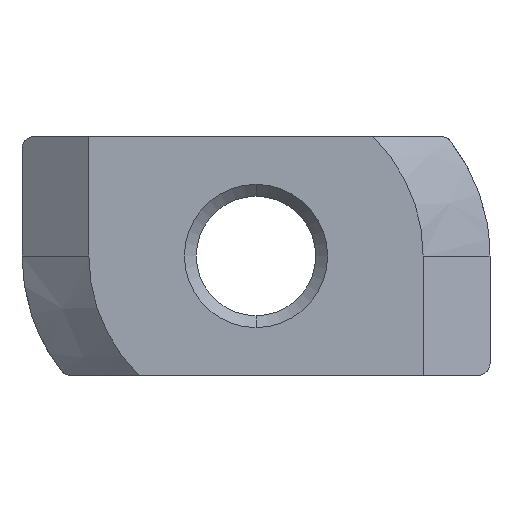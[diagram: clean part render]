
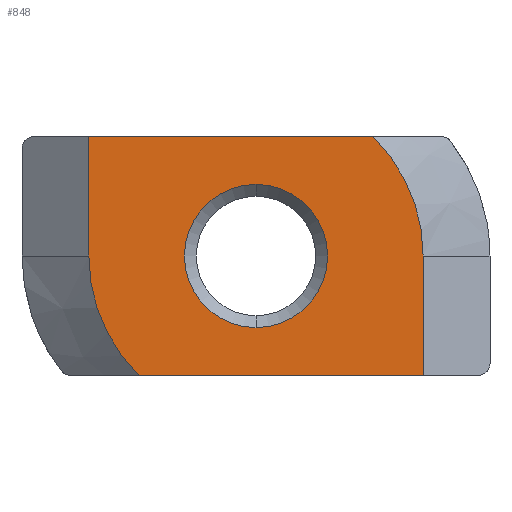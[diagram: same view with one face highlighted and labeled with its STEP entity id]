
A CAD part, front view. The second image highlights one B-rep face of the part: STEP entity #848.
In plain terms, the highlighted planar face has unit normal (0, -1, 0).
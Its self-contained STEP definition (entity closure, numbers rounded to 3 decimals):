
#14 = EDGE_CURVE ( 'NONE', #223, #841, #791, .T. ) ;
#26 = PLANE ( 'NONE',  #954 ) ;
#34 = DIRECTION ( 'NONE',  ( 0., 0., 1. ) ) ;
#35 = DIRECTION ( 'NONE',  ( 0., 0., -1. ) ) ;
#55 = DIRECTION ( 'NONE',  ( 0., 0., 1. ) ) ;
#99 = LINE ( 'NONE', #1149, #120 ) ;
#100 = EDGE_CURVE ( 'NONE', #841, #248, #164, .T. ) ;
#104 = AXIS2_PLACEMENT_3D ( 'NONE', #472, #582, #55 ) ;
#117 = ORIENTED_EDGE ( 'NONE', *, *, #388, .T. ) ;
#120 = VECTOR ( 'NONE', #968, 1000. ) ;
#122 = DIRECTION ( 'NONE',  ( 0., 0., 1. ) ) ;
#139 = DIRECTION ( 'NONE',  ( 0., 0., 1. ) ) ;
#145 = VERTEX_POINT ( 'NONE', #250 ) ;
#156 = CARTESIAN_POINT ( 'NONE',  ( 7., -2.05, -5. ) ) ;
#164 = LINE ( 'NONE', #156, #285 ) ;
#188 = ORIENTED_EDGE ( 'NONE', *, *, #533, .F. ) ;
#196 = DIRECTION ( 'NONE',  ( 0., -1., 0. ) ) ;
#197 = CARTESIAN_POINT ( 'NONE',  ( -4.899, -2.05, -5. ) ) ;
#208 = CARTESIAN_POINT ( 'NONE',  ( 7., -2.05, 5. ) ) ;
#212 = CIRCLE ( 'NONE', #927, 7. ) ;
#223 = VERTEX_POINT ( 'NONE', #1144 ) ;
#229 = EDGE_LOOP ( 'NONE', ( #117, #661, #1010, #999, #188, #506 ) ) ;
#241 = CARTESIAN_POINT ( 'NONE',  ( 0., -2.05, -3. ) ) ;
#248 = VERTEX_POINT ( 'NONE', #873 ) ;
#250 = CARTESIAN_POINT ( 'NONE',  ( 7., -2.05, 0. ) ) ;
#285 = VECTOR ( 'NONE', #586, 1000. ) ;
#298 = EDGE_CURVE ( 'NONE', #631, #562, #99, .T. ) ;
#307 = VECTOR ( 'NONE', #1007, 1000. ) ;
#376 = AXIS2_PLACEMENT_3D ( 'NONE', #986, #196, #34 ) ;
#383 = CARTESIAN_POINT ( 'NONE',  ( 7., -2.05, 5. ) ) ;
#388 = EDGE_CURVE ( 'NONE', #631, #223, #646, .T. ) ;
#466 = FACE_OUTER_BOUND ( 'NONE', #229, .T. ) ;
#470 = ORIENTED_EDGE ( 'NONE', *, *, #865, .T. ) ;
#472 = CARTESIAN_POINT ( 'NONE',  ( 0., -2.05, 0. ) ) ;
#478 = LINE ( 'NONE', #208, #737 ) ;
#501 = CARTESIAN_POINT ( 'NONE',  ( 0., -2.05, 0. ) ) ;
#506 = ORIENTED_EDGE ( 'NONE', *, *, #298, .F. ) ;
#533 = EDGE_CURVE ( 'NONE', #562, #145, #212, .T. ) ;
#556 = VERTEX_POINT ( 'NONE', #241 ) ;
#562 = VERTEX_POINT ( 'NONE', #851 ) ;
#579 = ORIENTED_EDGE ( 'NONE', *, *, #855, .T. ) ;
#582 = DIRECTION ( 'NONE',  ( 0., 1., 0. ) ) ;
#586 = DIRECTION ( 'NONE',  ( 1., 0., 0. ) ) ;
#631 = VERTEX_POINT ( 'NONE', #962 ) ;
#646 = LINE ( 'NONE', #992, #307 ) ;
#661 = ORIENTED_EDGE ( 'NONE', *, *, #14, .T. ) ;
#734 = EDGE_LOOP ( 'NONE', ( #470, #579 ) ) ;
#737 = VECTOR ( 'NONE', #35, 1000. ) ;
#742 = AXIS2_PLACEMENT_3D ( 'NONE', #941, #1035, #139 ) ;
#777 = CIRCLE ( 'NONE', #742, 3. ) ;
#791 = CIRCLE ( 'NONE', #376, 7. ) ;
#793 = EDGE_CURVE ( 'NONE', #145, #248, #478, .T. ) ;
#841 = VERTEX_POINT ( 'NONE', #197 ) ;
#848 = ADVANCED_FACE ( 'NONE', ( #894, #466 ), #26, .F. ) ;
#851 = CARTESIAN_POINT ( 'NONE',  ( 4.899, -2.05, 5. ) ) ;
#855 = EDGE_CURVE ( 'NONE', #952, #556, #890, .T. ) ;
#865 = EDGE_CURVE ( 'NONE', #556, #952, #777, .T. ) ;
#873 = CARTESIAN_POINT ( 'NONE',  ( 7., -2.05, -5. ) ) ;
#890 = CIRCLE ( 'NONE', #104, 3. ) ;
#894 = FACE_BOUND ( 'NONE', #734, .T. ) ;
#908 = DIRECTION ( 'NONE',  ( 0., 1., 0. ) ) ;
#927 = AXIS2_PLACEMENT_3D ( 'NONE', #501, #937, #1033 ) ;
#937 = DIRECTION ( 'NONE',  ( 0., 1., 0. ) ) ;
#941 = CARTESIAN_POINT ( 'NONE',  ( 0., -2.05, 0. ) ) ;
#952 = VERTEX_POINT ( 'NONE', #1016 ) ;
#954 = AXIS2_PLACEMENT_3D ( 'NONE', #383, #908, #122 ) ;
#962 = CARTESIAN_POINT ( 'NONE',  ( -7., -2.05, 5. ) ) ;
#968 = DIRECTION ( 'NONE',  ( 1., 0., 0. ) ) ;
#986 = CARTESIAN_POINT ( 'NONE',  ( 0., -2.05, 0. ) ) ;
#992 = CARTESIAN_POINT ( 'NONE',  ( -7., -2.05, 5. ) ) ;
#999 = ORIENTED_EDGE ( 'NONE', *, *, #793, .F. ) ;
#1007 = DIRECTION ( 'NONE',  ( 0., 0., -1. ) ) ;
#1010 = ORIENTED_EDGE ( 'NONE', *, *, #100, .T. ) ;
#1016 = CARTESIAN_POINT ( 'NONE',  ( 0., -2.05, 3. ) ) ;
#1033 = DIRECTION ( 'NONE',  ( 0., 0., 1. ) ) ;
#1035 = DIRECTION ( 'NONE',  ( 0., 1., 0. ) ) ;
#1144 = CARTESIAN_POINT ( 'NONE',  ( -7., -2.05, 0. ) ) ;
#1149 = CARTESIAN_POINT ( 'NONE',  ( 7., -2.05, 5. ) ) ;
